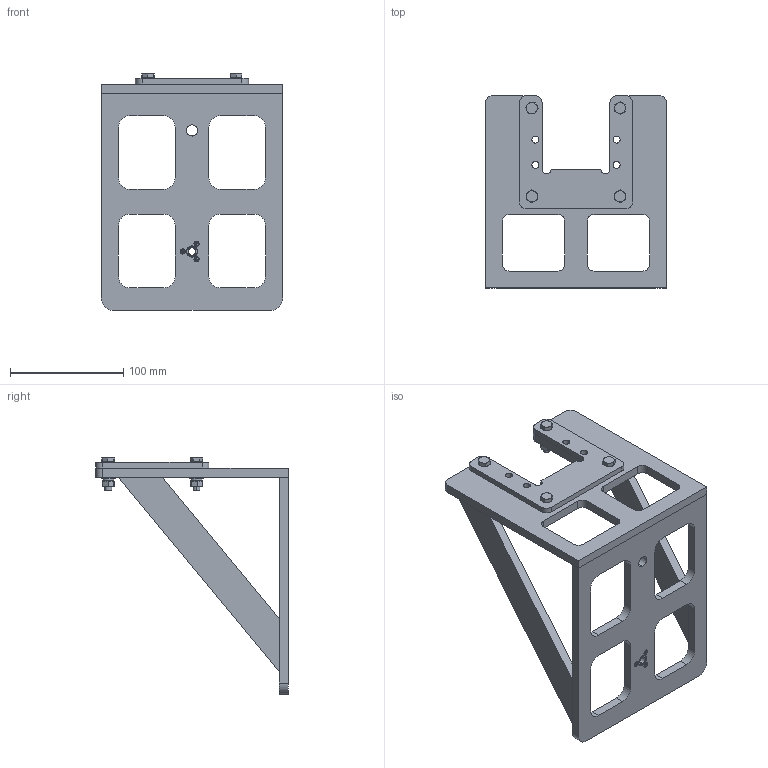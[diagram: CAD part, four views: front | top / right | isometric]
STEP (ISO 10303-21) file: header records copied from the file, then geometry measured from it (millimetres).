
FILE_DESCRIPTION (( 'STEP AP214' ), '1' );
FILE_NAME ('FMWAN187-LMT_3D.step', '2023-11-01T18:11:23', ( '' ), ( '' ), 'SwSTEP 2.0', 'SolidWorks 2022', '' );
FILE_SCHEMA (( 'AUTOMOTIVE_DESIGN' ));
Length unit declared in the file: inch
Products named in the file (9): Copy of spring lock washers--normal type gb_GB_FASTENER_WASHER_SW 6^FMWAN187-LMT; Copy of cross recessed countersunk head screws gb1_GB_CROSS_SCREWS_TYPE4 M2X8-6.8  H type-N^FMWAN187-LMT; FMWAN187-LMT_3D; Copy of HD-ZJL48D-R ×ª½Ó°å^FMWAN187-LMT; Copy of hexagon head bolts-full thread gb_GB_FASTENER_BOLT_STBAB A M6X25-N^FMWAN187-LMT; Copy of 908ÂÝÄ¸^FMWAN187-LMT; Copy of hex nuts, style 1-grades ab gb_GB_FASTENER_NUT_SNAB1 M6-N^FMWAN187-LMT; Copy of À®°ÈÌìÏßÖ§¼Ü HD-ZJL48D-R^FMWAN187-LMT; Copy of plain washers-n series-grade a gb_GB_FASTENER_WASHER_PWNA 6^FMWAN187-LMT
Assembly tree (22 placements, depth 2):
  FMWAN187-LMT_3D
    Copy of À®°ÈÌìÏßÖ§¼Ü HD-ZJL48D-R^FMWAN187-LMT
    Copy of HD-ZJL48D-R ×ª½Ó°å^FMWAN187-LMT
    Copy of 908ÂÝÄ¸^FMWAN187-LMT
    Copy of cross recessed countersunk head screws gb1_GB_CROSS_SCREWS_TYPE4 M2X8-6.8  H type-N^FMWAN187-LMT  x3
    Copy of hexagon head bolts-full thread gb_GB_FASTENER_BOLT_STBAB A M6X25-N^FMWAN187-LMT  x4
    Copy of plain washers-n series-grade a gb_GB_FASTENER_WASHER_PWNA 6^FMWAN187-LMT  x4
    Copy of spring lock washers--normal type gb_GB_FASTENER_WASHER_SW 6^FMWAN187-LMT  x4
    Copy of hex nuts, style 1-grades ab gb_GB_FASTENER_NUT_SNAB1 M6-N^FMWAN187-LMT  x4
Bounding box: 160 x 170 x 209.15 mm (x, y, z)
Volume: 403940.1 mm3; surface area: 146352.1 mm2
Topology: 25 solids, 25 shells, 491 faces, 1218 edges, 786 vertices
Faces by surface type: plane 227, cylinder 176, cone 88
Entity records: 8745 total; most frequent: CARTESIAN_POINT 1567, DIRECTION 1470, ORIENTED_EDGE 1336, EDGE_CURVE 668, AXIS2_PLACEMENT_3D 555, VERTEX_POINT 436, VECTOR 360, LINE 360
